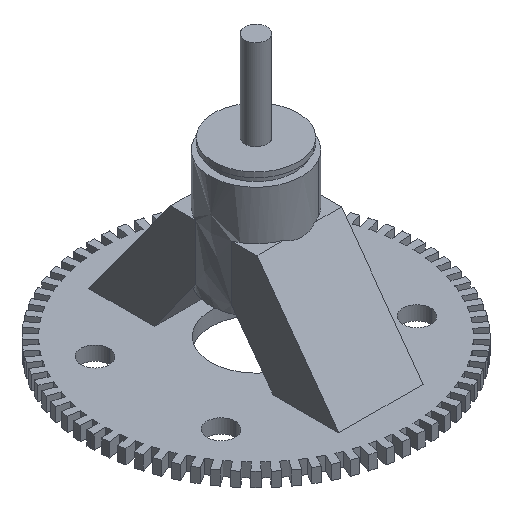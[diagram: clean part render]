
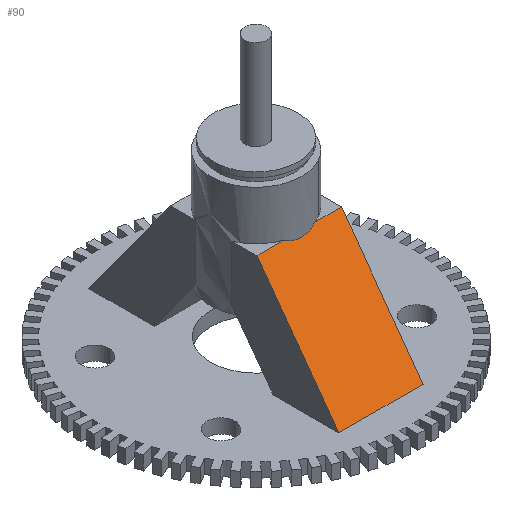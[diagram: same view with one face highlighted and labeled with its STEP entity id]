
A CAD part, isometric view. The second image highlights one B-rep face of the part: STEP entity #90.
In plain terms, the highlighted free-form (B-spline) face has degree [1, 1] with [2, 2] control points.
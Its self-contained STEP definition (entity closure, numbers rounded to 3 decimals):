
#22 = VERTEX_POINT('',#23);
#23 = CARTESIAN_POINT('',(20.01,-20.461,60.03
    ));
#30 = EDGE_CURVE('',#31,#22,#33,.T.);
#31 = VERTEX_POINT('',#32);
#32 = CARTESIAN_POINT('',(20.01,-59.23,6.67
    ));
#33 = B_SPLINE_CURVE_WITH_KNOTS('',1,(#34,#35),.UNSPECIFIED.,.F.,.F.,(2,
    2),(-31.396,31.396),.PIECEWISE_BEZIER_KNOTS.);
#34 = CARTESIAN_POINT('',(20.01,-59.23,6.67
    ));
#35 = CARTESIAN_POINT('',(20.01,-20.461,
    60.03));
#64 = EDGE_CURVE('',#65,#22,#67,.T.);
#65 = VERTEX_POINT('',#66);
#66 = CARTESIAN_POINT('',(7.358,-20.461,60.03)
  );
#67 = B_SPLINE_CURVE_WITH_KNOTS('',1,(#68,#69),.UNSPECIFIED.,.F.,.F.,(2,
    2),(-6.022,6.022),.PIECEWISE_BEZIER_KNOTS.);
#68 = CARTESIAN_POINT('',(7.358,-20.461,60.03)
  );
#69 = CARTESIAN_POINT('',(20.01,-20.461,60.03
    ));
#90 = ADVANCED_FACE('',(#91),#134,.F.);
#91 = FACE_BOUND('',#92,.T.);
#92 = EDGE_LOOP('',(#93,#113,#120,#127,#132,#133));
#93 = ORIENTED_EDGE('',*,*,#94,.F.);
#94 = EDGE_CURVE('',#95,#65,#97,.T.);
#95 = VERTEX_POINT('',#96);
#96 = CARTESIAN_POINT('',(-7.358,-20.461,60.03
    ));
#97 = B_SPLINE_CURVE_WITH_KNOTS('',5,(#98,#99,#100,#101,#102,#103,#104,
    #105,#106,#107,#108,#109,#110,#111,#112),.UNSPECIFIED.,.F.,.F.,(6,3,
    3,3,6),(0.,6.397,12.908,19.511,20.934),
  .UNSPECIFIED.);
#98 = CARTESIAN_POINT('',(-7.358,-20.461,60.03
    ));
#99 = CARTESIAN_POINT('',(-6.548,-20.753,
    59.629));
#100 = CARTESIAN_POINT('',(-5.703,-21.011,
    59.273));
#101 = CARTESIAN_POINT('',(-4.825,-21.232,
    58.97));
#102 = CARTESIAN_POINT('',(-2.998,-21.588,
    58.48));
#103 = CARTESIAN_POINT('',(-1.092,-21.749,
    58.258));
#104 = CARTESIAN_POINT('',(-0.121,-21.777,
    58.22));
#105 = CARTESIAN_POINT('',(1.833,-21.721,58.297)
  );
#106 = CARTESIAN_POINT('',(3.736,-21.454,
    58.665));
#107 = CARTESIAN_POINT('',(4.67,-21.268,
    58.92));
#108 = CARTESIAN_POINT('',(5.767,-20.988,
    59.305));
#109 = CARTESIAN_POINT('',(6.812,-20.651,59.769
    ));
#110 = CARTESIAN_POINT('',(6.996,-20.59,
    59.854));
#111 = CARTESIAN_POINT('',(7.178,-20.526,
    59.941));
#112 = CARTESIAN_POINT('',(7.358,-20.461,60.03
    ));
#113 = ORIENTED_EDGE('',*,*,#114,.F.);
#114 = EDGE_CURVE('',#115,#95,#117,.T.);
#115 = VERTEX_POINT('',#116);
#116 = CARTESIAN_POINT('',(-20.01,-20.461,
    60.03));
#117 = B_SPLINE_CURVE_WITH_KNOTS('',1,(#118,#119),.UNSPECIFIED.,.F.,.F.,
  (2,2),(-6.022,6.022),.PIECEWISE_BEZIER_KNOTS.);
#118 = CARTESIAN_POINT('',(-20.01,-20.461,
    60.03));
#119 = CARTESIAN_POINT('',(-7.358,-20.461,
    60.03));
#120 = ORIENTED_EDGE('',*,*,#121,.F.);
#121 = EDGE_CURVE('',#122,#115,#124,.T.);
#122 = VERTEX_POINT('',#123);
#123 = CARTESIAN_POINT('',(-20.01,-59.23,
    6.67));
#124 = B_SPLINE_CURVE_WITH_KNOTS('',1,(#125,#126),.UNSPECIFIED.,.F.,.F.,
  (2,2),(-31.396,31.396),.PIECEWISE_BEZIER_KNOTS.);
#125 = CARTESIAN_POINT('',(-20.01,-59.23,
    6.67));
#126 = CARTESIAN_POINT('',(-20.01,-20.461,
    60.03));
#127 = ORIENTED_EDGE('',*,*,#128,.T.);
#128 = EDGE_CURVE('',#122,#31,#129,.T.);
#129 = B_SPLINE_CURVE_WITH_KNOTS('',1,(#130,#131),.UNSPECIFIED.,.F.,.F.,
  (2,2),(-19.05,19.05),.PIECEWISE_BEZIER_KNOTS.);
#130 = CARTESIAN_POINT('',(-20.01,-59.23,
    6.67));
#131 = CARTESIAN_POINT('',(20.01,-59.23,
    6.67));
#132 = ORIENTED_EDGE('',*,*,#30,.T.);
#133 = ORIENTED_EDGE('',*,*,#64,.F.);
#134 = B_SPLINE_SURFACE_WITH_KNOTS('',1,1,(
    (#135,#136)
    ,(#137,#138
    )),.UNSPECIFIED.,.F.,.F.,.F.,(2,2),(2,2),(0.,62.792),(
    -19.05,19.05),.PIECEWISE_BEZIER_KNOTS.);
#135 = CARTESIAN_POINT('',(-20.01,-59.23,
    6.67));
#136 = CARTESIAN_POINT('',(20.01,-59.23,
    6.67));
#137 = CARTESIAN_POINT('',(-20.01,-20.461,
    60.03));
#138 = CARTESIAN_POINT('',(20.01,-20.461,
    60.03));
